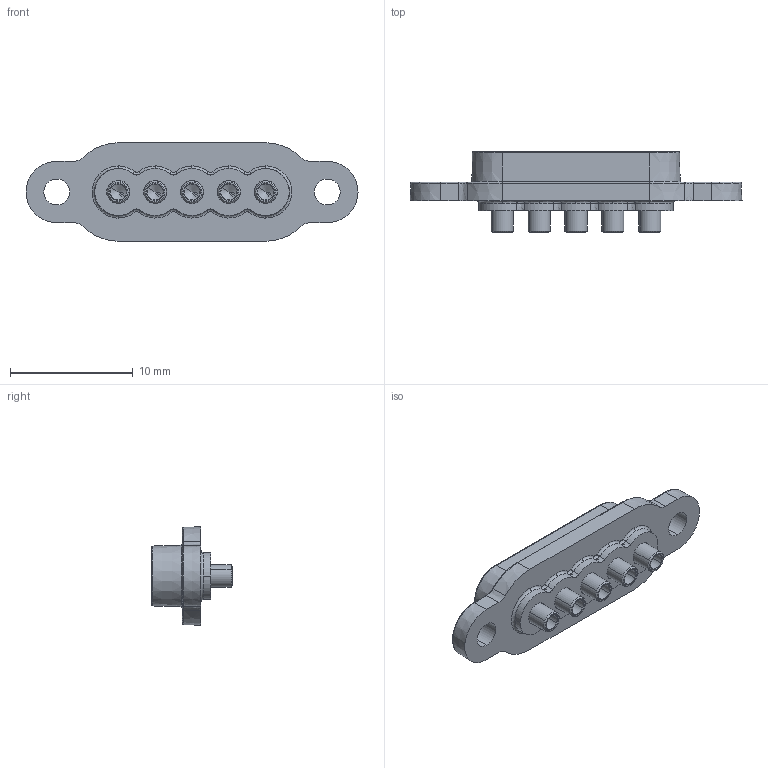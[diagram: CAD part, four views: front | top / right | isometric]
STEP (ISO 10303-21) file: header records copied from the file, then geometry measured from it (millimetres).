
FILE_DESCRIPTION (( 'STEP AP214' ), '1' );
FILE_NAME ('UEBK-30268.STEP', '2020-08-12T09:40:48', ( '' ), ( '' ), 'SwSTEP 2.0', 'SolidWorks 2020', '' );
FILE_SCHEMA (( 'AUTOMOTIVE_DESIGN' ));
Length unit declared in the file: millimetre
Products named in the file (3): UEBK-30268; Gehäuse-30268; UEBK-30268_Pin
Assembly tree (6 placements, depth 2):
  UEBK-30268
    Gehäuse-30268
    UEBK-30268_Pin  x5
Bounding box: 27 x 6.56 x 8 mm (x, y, z)
Volume: 499.7 mm3; surface area: 943.3 mm2
Topology: 6 solids, 6 shells, 267 faces, 584 edges, 341 vertices
Faces by surface type: cone 107, cylinder 64, bspline 49, plane 37, torus 10
Entity records: 5857 total; most frequent: CARTESIAN_POINT 1811, ORIENTED_EDGE 780, DIRECTION 773, EDGE_CURVE 390, AXIS2_PLACEMENT_3D 333, VERTEX_POINT 233, CIRCLE 202, EDGE_LOOP 195
